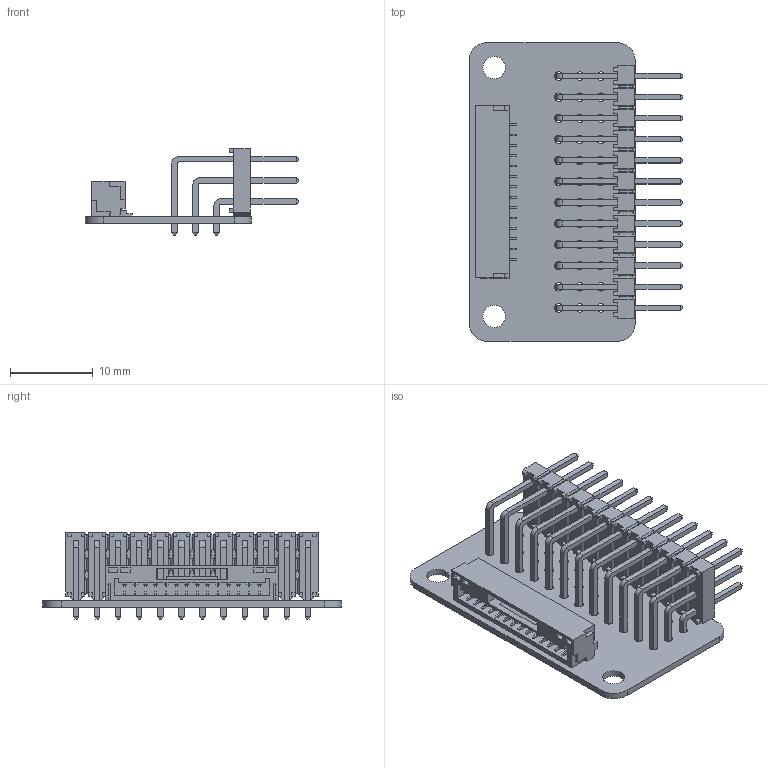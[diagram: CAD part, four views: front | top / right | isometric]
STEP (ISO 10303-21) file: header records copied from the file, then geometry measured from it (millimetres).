
FILE_DESCRIPTION(('KiCad electronic assembly'),'2;1');
FILE_NAME('echopilot_pwm_breakout.step','2023-05-22T09:51:30',('Pcbnew') ,('Kicad'),'Open CASCADE STEP processor 7.6','KiCad to STEP converter' ,'Unknown');
FILE_SCHEMA(('AUTOMOTIVE_DESIGN { 1 0 10303 214 1 1 1 1 }'));
Length unit declared in the file: millimetre
Products named in the file (6): echopilot_pwm_breakout 1; JST_GH_SM14B-GHS-TB_1x14-1MP_P1.25mm_Horizontal; SOLID; TSW-112-08-G-T-RA; COMPOUND; echopilot_pwm_breakout PCB
Assembly tree (5 placements, depth 3):
  echopilot_pwm_breakout 1
    JST_GH_SM14B-GHS-TB_1x14-1MP_P1.25mm_Horizontal
      SOLID
    TSW-112-08-G-T-RA
      COMPOUND
    echopilot_pwm_breakout PCB
Bounding box: 25.75 x 36 x 10.41 mm (x, y, z)
Volume: 1485.2 mm3; surface area: 5207.4 mm2
Topology: 4 solids, 4 shells, 2133 faces, 5707 edges, 3630 vertices
Faces by surface type: plane 2019, cylinder 114
Full cylindrical faces by diameter (mm): 1.02 x36, 2.7 x2
Entity records: 142994 total; most frequent: CARTESIAN_POINT 22890, DIRECTION 21627, LINE 16665, VECTOR 16665, ORIENTED_EDGE 11414, PCURVE 11414, DEFINITIONAL_REPRESENTATION 11414, EDGE_CURVE 5707
